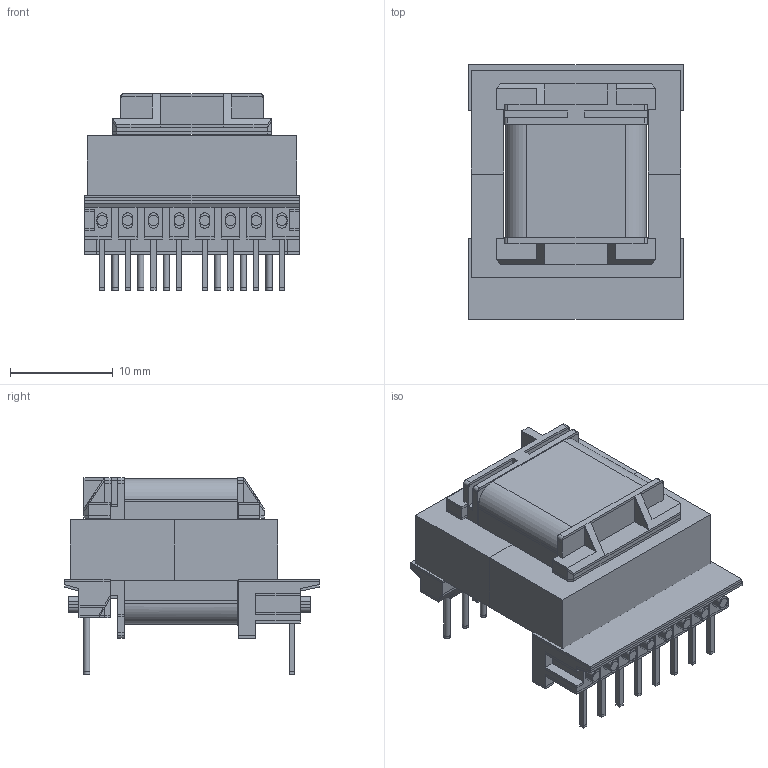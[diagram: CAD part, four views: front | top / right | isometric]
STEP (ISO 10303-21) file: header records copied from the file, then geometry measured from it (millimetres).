
FILE_DESCRIPTION( ( 'Unknown' ), '1' );
FILE_NAME( '750871110.stp', 'Unknown', ( 'Unknown' ), ( 'Unknown' ), 'XStep 1.0', 'Unknown', ' ' );
FILE_SCHEMA( ( 'automotive_design' ) );
Length unit declared in the file: millimetre
Products named in the file (3): Assem1; E20_10_6; bobbin
Bounding box: 20.9 x 24.8 x 19.15 mm (x, y, z)
Volume: 7707.9 mm3; surface area: 8066.4 mm2
Topology: 5 solids, 5 shells, 724 faces, 1900 edges, 1240 vertices
Faces by surface type: plane 632, cylinder 92
Full cylindrical faces by diameter (mm): 0.6 x12
Entity records: 13473 total; most frequent: CARTESIAN_POINT 1887, ORIENTED_EDGE 1846, DIRECTION 1735, EDGE_CURVE 923, LINE 829, VECTOR 829, VERTEX_POINT 605, AXIS2_PLACEMENT_3D 453
